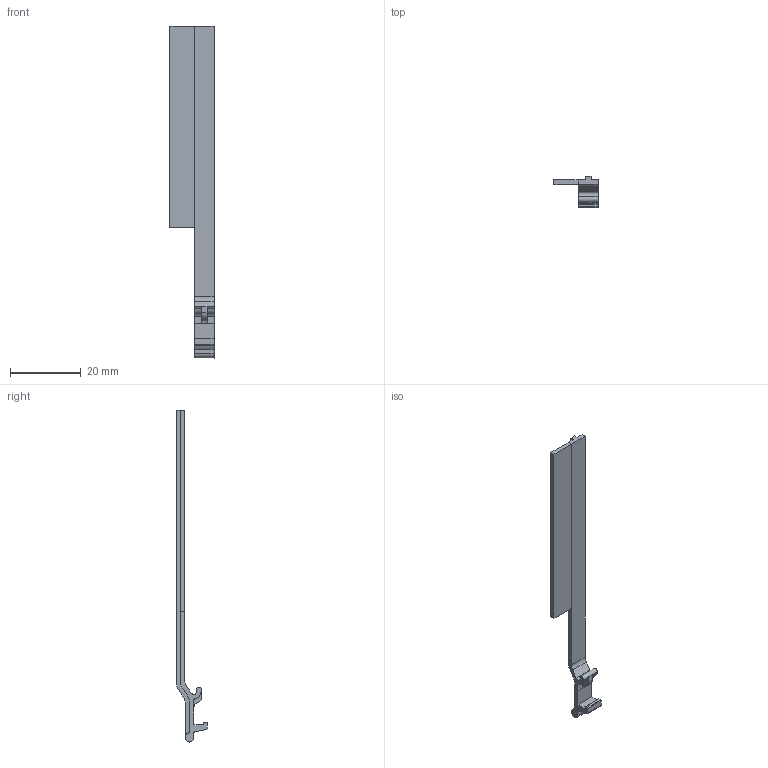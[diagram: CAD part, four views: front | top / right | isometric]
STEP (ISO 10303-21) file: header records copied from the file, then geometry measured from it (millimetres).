
FILE_DESCRIPTION(('CATIA V5R22 STEP214','CAx-IF Rec.Pracs.--- Model Styling and Organization---1.4--- 2014-01-23'),'2;1');
FILE_NAME ('023951-2_0', '2021-04-13T04:55:18+00:00', ('Weidmueller Interface'), ('Weidmueller'), 'CATIA Version 5-6 Release 2016 SP3 HF44', 'CATIA V5 STEP AP214', 'none');
FILE_SCHEMA(('AUTOMOTIVE_DESIGN { 1 0 10303 214 1 1 1 1 }'));
Length unit declared in the file: millimetre
Products named in the file (1): ZZE_ZP4
Bounding box: 12.5 x 8.64 x 94.06 mm (x, y, z)
Volume: 1377.7 mm3; surface area: 2420.5 mm2
Topology: 1 solids, 1 shells, 64 faces, 181 edges, 119 vertices
Faces by surface type: plane 35, cylinder 29
Entity records: 2095 total; most frequent: CARTESIAN_POINT 508, ORIENTED_EDGE 362, DIRECTION 258, EDGE_CURVE 181, VERTEX_POINT 119, VECTOR 118, LINE 118, AXIS2_PLACEMENT_3D 91
